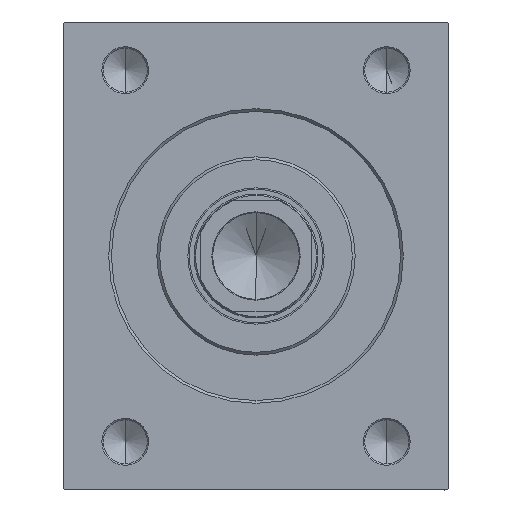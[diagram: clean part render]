
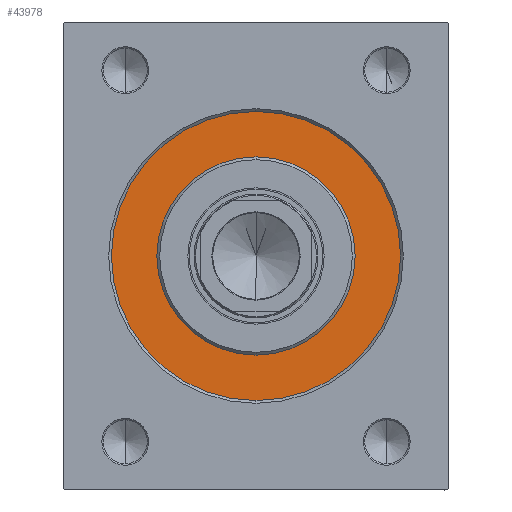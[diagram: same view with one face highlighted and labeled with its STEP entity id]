
A CAD part, left-side view. The second image highlights one B-rep face of the part: STEP entity #43978.
In plain terms, the highlighted face is planar.
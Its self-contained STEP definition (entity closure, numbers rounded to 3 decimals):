
#502 = DIRECTION ( 'NONE',  ( 1., 0., 0. ) ) ;
#1021 = CIRCLE ( 'NONE', #14850, 36. ) ;
#2100 = DIRECTION ( 'NONE',  ( 0., 0., 1. ) ) ;
#2837 = AXIS2_PLACEMENT_3D ( 'NONE', #7818, #24711, #28356 ) ;
#2926 = VERTEX_POINT ( 'NONE', #9495 ) ;
#2973 = ORIENTED_EDGE ( 'NONE', *, *, #28330, .F. ) ;
#3066 = CARTESIAN_POINT ( 'NONE',  ( 0., 0., 52.5 ) ) ;
#3561 = EDGE_LOOP ( 'NONE', ( #20162, #16491 ) ) ;
#7341 = CARTESIAN_POINT ( 'NONE',  ( 0., 0., 0. ) ) ;
#7818 = CARTESIAN_POINT ( 'NONE',  ( 0., 0., 0. ) ) ;
#8232 = ORIENTED_EDGE ( 'NONE', *, *, #26116, .F. ) ;
#8511 = PLANE ( 'NONE',  #40739 ) ;
#8601 = DIRECTION ( 'NONE',  ( 0., 0., -1. ) ) ;
#9495 = CARTESIAN_POINT ( 'NONE',  ( 0., 0., 36. ) ) ;
#11231 = DIRECTION ( 'NONE',  ( -1., 0., 0. ) ) ;
#11263 = CIRCLE ( 'NONE', #25833, 36. ) ;
#12697 = EDGE_CURVE ( 'NONE', #14121, #25728, #41462, .T. ) ;
#14121 = VERTEX_POINT ( 'NONE', #26128 ) ;
#14850 = AXIS2_PLACEMENT_3D ( 'NONE', #18884, #36418, #8601 ) ;
#16253 = CIRCLE ( 'NONE', #29572, 52.5 ) ;
#16491 = ORIENTED_EDGE ( 'NONE', *, *, #17147, .F. ) ;
#16923 = DIRECTION ( 'NONE',  ( 0., 0., -1. ) ) ;
#17147 = EDGE_CURVE ( 'NONE', #25728, #14121, #16253, .T. ) ;
#18378 = EDGE_LOOP ( 'NONE', ( #8232, #2973 ) ) ;
#18884 = CARTESIAN_POINT ( 'NONE',  ( 0., 0., 0. ) ) ;
#20162 = ORIENTED_EDGE ( 'NONE', *, *, #12697, .F. ) ;
#22434 = CARTESIAN_POINT ( 'NONE',  ( 0., 0., 0. ) ) ;
#24711 = DIRECTION ( 'NONE',  ( -1., 0., 0. ) ) ;
#25728 = VERTEX_POINT ( 'NONE', #3066 ) ;
#25833 = AXIS2_PLACEMENT_3D ( 'NONE', #7341, #502, #16923 ) ;
#26116 = EDGE_CURVE ( 'NONE', #2926, #44204, #11263, .T. ) ;
#26128 = CARTESIAN_POINT ( 'NONE',  ( 0., 0., -52.5 ) ) ;
#28330 = EDGE_CURVE ( 'NONE', #44204, #2926, #1021, .T. ) ;
#28356 = DIRECTION ( 'NONE',  ( 0., 0., 1. ) ) ;
#29447 = CARTESIAN_POINT ( 'NONE',  ( 0., 0., -36. ) ) ;
#29572 = AXIS2_PLACEMENT_3D ( 'NONE', #39287, #11231, #42945 ) ;
#29941 = FACE_OUTER_BOUND ( 'NONE', #3561, .T. ) ;
#36418 = DIRECTION ( 'NONE',  ( 1., 0., 0. ) ) ;
#39287 = CARTESIAN_POINT ( 'NONE',  ( 0., 0., 0. ) ) ;
#40206 = FACE_BOUND ( 'NONE', #18378, .T. ) ;
#40739 = AXIS2_PLACEMENT_3D ( 'NONE', #22434, #43629, #2100 ) ;
#41462 = CIRCLE ( 'NONE', #2837, 52.5 ) ;
#42945 = DIRECTION ( 'NONE',  ( 0., 0., 1. ) ) ;
#43629 = DIRECTION ( 'NONE',  ( -1., 0., 0. ) ) ;
#43978 = ADVANCED_FACE ( 'NONE', ( #40206, #29941 ), #8511, .F. ) ;
#44204 = VERTEX_POINT ( 'NONE', #29447 ) ;
